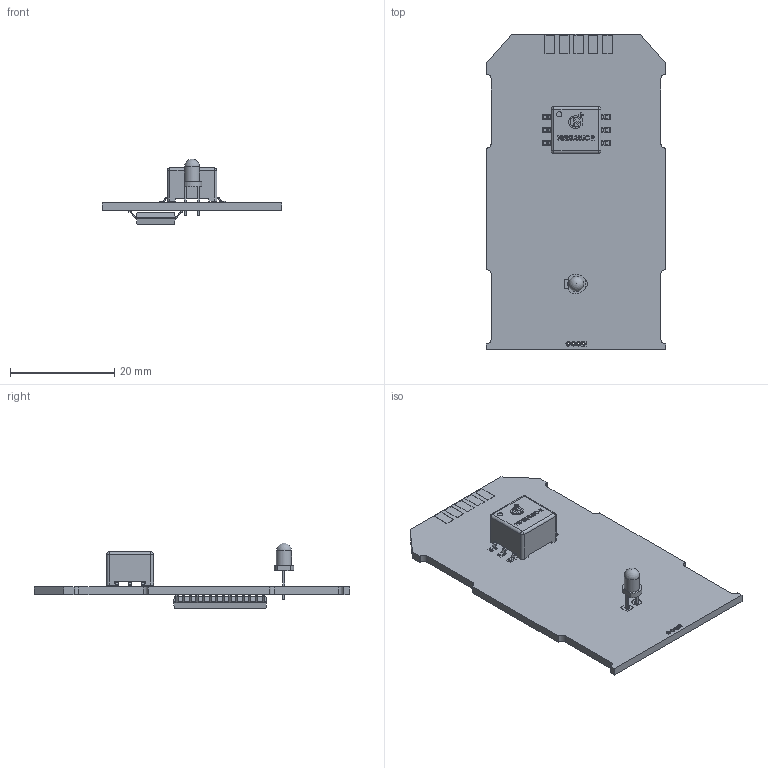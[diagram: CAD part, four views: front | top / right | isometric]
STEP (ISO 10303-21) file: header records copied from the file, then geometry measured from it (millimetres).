
FILE_DESCRIPTION(('KiCad electronic assembly'),'2;1');
FILE_NAME('PEAK_PCAN-USB.step','2025-09-02T16:27:12',('Pcbnew'),('Kicad' ),'Open CASCADE STEP processor 7.8','KiCad to STEP converter', 'Unknown');
FILE_SCHEMA(('AUTOMOTIVE_DESIGN { 1 0 10303 214 1 1 1 1 }'));
Length unit declared in the file: millimetre
Products named in the file (8): PEAK_PCAN-USB 1; LED_D3.0mm_Clear; 78253_55JC-R; SJA1000T; Body; PinsArrayLR; PEAK_PCAN-USB_pad; PEAK_PCAN-USB_PCB
Assembly tree (7 placements, depth 3):
  PEAK_PCAN-USB 1
    LED_D3.0mm_Clear
    78253_55JC-R
    SJA1000T
      Body
      PinsArrayLR
    PEAK_PCAN-USB_pad
    PEAK_PCAN-USB_PCB
Bounding box: 34.55 x 60.5 x 12.63 mm (x, y, z)
Volume: 3875.4 mm3; surface area: 5553.5 mm2
Topology: 93 solids, 93 shells, 1250 faces, 3107 edges, 2055 vertices
Faces by surface type: plane 974, cylinder 191, bspline 80, sphere 5
Full cylindrical faces by diameter (mm): 0.45 x12, 0.5 x8, 0.85 x12, 0.9 x4, 0.938 x1, 1.8 x2, 2.9 x1
Entity records: 42942 total; most frequent: CARTESIAN_POINT 11391, ORIENTED_EDGE 6204, DIRECTION 5673, EDGE_CURVE 3102, LINE 2567, VECTOR 2567, VERTEX_POINT 2055, AXIS2_PLACEMENT_3D 1553
